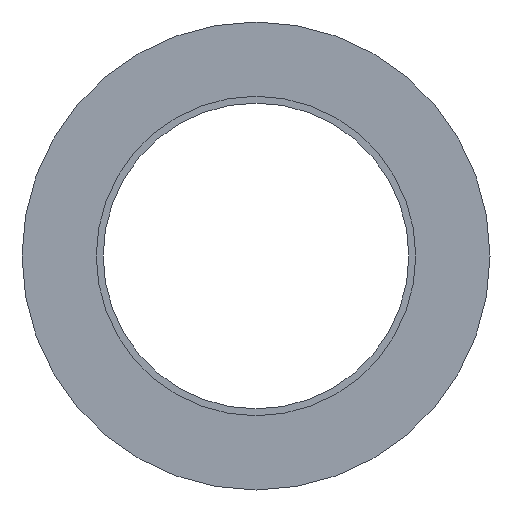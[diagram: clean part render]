
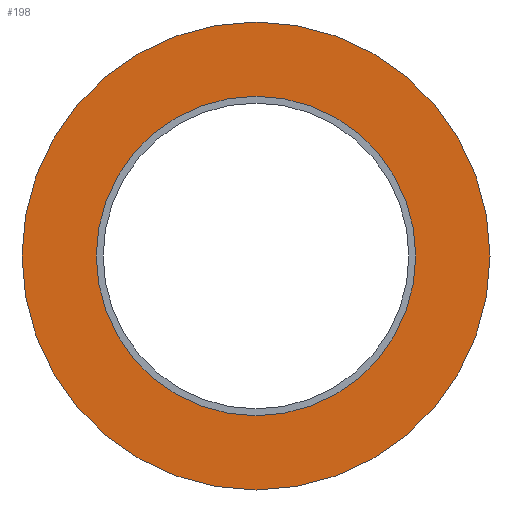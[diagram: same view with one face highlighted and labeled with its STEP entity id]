
A CAD part, front view. The second image highlights one B-rep face of the part: STEP entity #198.
In plain terms, the highlighted planar face has unit normal (0, -1, 0).
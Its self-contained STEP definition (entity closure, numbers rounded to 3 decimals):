
#33=FACE_BOUND('',#50,.T.);
#38=FACE_OUTER_BOUND('',#49,.T.);
#49=EDGE_LOOP('',(#137,#138));
#50=EDGE_LOOP('',(#139,#140));
#65=CIRCLE('',#230,37.5);
#66=CIRCLE('',#231,37.5);
#67=CIRCLE('',#232,25.6);
#68=CIRCLE('',#233,25.6);
#87=VERTEX_POINT('',#338);
#88=VERTEX_POINT('',#339);
#89=VERTEX_POINT('',#342);
#90=VERTEX_POINT('',#343);
#109=EDGE_CURVE('',#87,#88,#65,.T.);
#110=EDGE_CURVE('',#88,#87,#66,.T.);
#111=EDGE_CURVE('',#89,#90,#67,.T.);
#112=EDGE_CURVE('',#90,#89,#68,.T.);
#137=ORIENTED_EDGE('',*,*,#109,.F.);
#138=ORIENTED_EDGE('',*,*,#110,.F.);
#139=ORIENTED_EDGE('',*,*,#111,.T.);
#140=ORIENTED_EDGE('',*,*,#112,.T.);
#193=PLANE('',#229);
#198=ADVANCED_FACE('',(#38,#33),#193,.T.);
#229=AXIS2_PLACEMENT_3D('',#337,#264,#265);
#230=AXIS2_PLACEMENT_3D('',#340,#266,#267);
#231=AXIS2_PLACEMENT_3D('',#341,#268,#269);
#232=AXIS2_PLACEMENT_3D('',#344,#270,#271);
#233=AXIS2_PLACEMENT_3D('',#345,#272,#273);
#264=DIRECTION('center_axis',(0.,-1.,0.));
#265=DIRECTION('ref_axis',(0.,0.,-1.));
#266=DIRECTION('center_axis',(0.,1.,0.));
#267=DIRECTION('ref_axis',(1.,0.,0.));
#268=DIRECTION('center_axis',(0.,1.,0.));
#269=DIRECTION('ref_axis',(1.,0.,0.));
#270=DIRECTION('center_axis',(0.,1.,0.));
#271=DIRECTION('ref_axis',(1.,0.,0.));
#272=DIRECTION('center_axis',(0.,1.,0.));
#273=DIRECTION('ref_axis',(1.,0.,0.));
#337=CARTESIAN_POINT('Origin',(-37.5,0.,0.));
#338=CARTESIAN_POINT('',(-37.5,0.,0.));
#339=CARTESIAN_POINT('',(37.5,0.,0.));
#340=CARTESIAN_POINT('Origin',(0.,0.,0.));
#341=CARTESIAN_POINT('Origin',(0.,0.,0.));
#342=CARTESIAN_POINT('',(-25.6,0.,0.));
#343=CARTESIAN_POINT('',(25.6,0.,0.));
#344=CARTESIAN_POINT('Origin',(0.,0.,0.));
#345=CARTESIAN_POINT('Origin',(0.,0.,0.));
